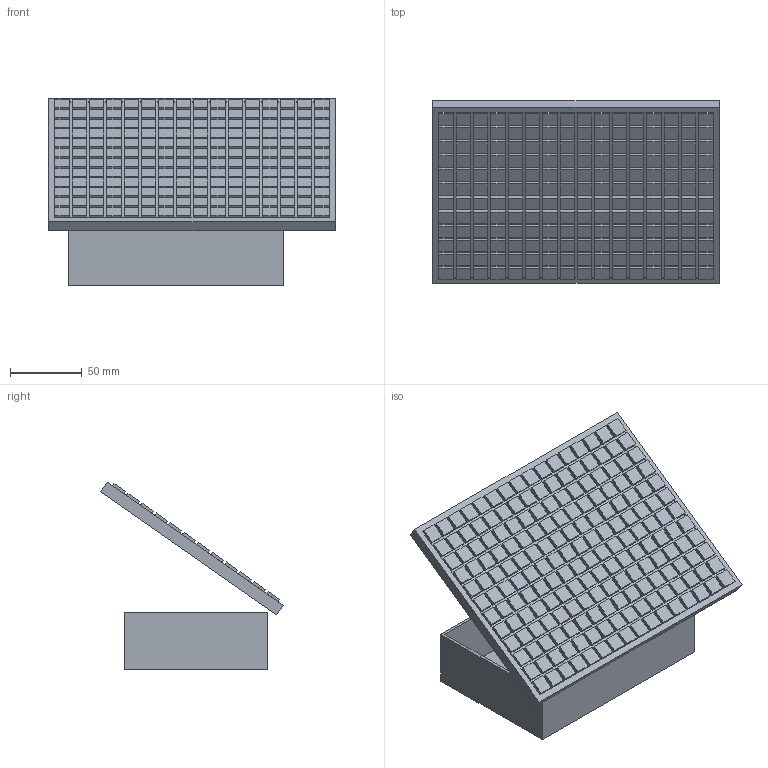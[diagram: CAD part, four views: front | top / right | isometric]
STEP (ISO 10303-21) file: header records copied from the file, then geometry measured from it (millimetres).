
FILE_DESCRIPTION(/* description */ ('KiCad electronic assembly','CAx-IF Rec.Pracs.---Representation and Presentation of Product Manufacturing Information (PMI)---4.0---2014-10-13'),/* implementation_level */ '2;1');
FILE_NAME(/* name */ 'Unplugged v2.step',/* time_stamp */ '2025-03-08T14:24:46+05:30',/* author */ (''),/* organization */ (''),/* preprocessor_version */ 'ST-DEVELOPER v20',/* originating_system */ 'Autodesk Translation Framework v13.20.0.188',/* authorisation */ '');
FILE_SCHEMA (('AP242_MANAGED_MODEL_BASED_3D_ENGINEERING_MIM_LF { 1 0 10303 442 1 1 4 }'));
Length unit declared in the file: millimetre
Products named in the file (16): Unplugged 1; Bosch_LGA-8_2.5x2.5mm_P0.65mm_ClockwisePinNumbering; Bosch_LGA_8_25x25mm_P065mm_ClockwisePinNumbering; SOT-23W; SOT_23W; SOT-23-6; SOT_23_6; SOIC-8_3.9x4.9mm_P1.27mm; SOIC_8_39x49mm_P127mm; Vishay_MINICAST-3Pin; Vishay_MINICAST-3pin_1; Aosong_DHT11_5.5x12.0_P2.54mm; Aosong_DHT11_5.5x12.0_P2.54mm_1; _autosave-Unplugged_PCB; Casing; solar project
Assembly tree (15 placements, depth 3):
  Unplugged 1
    Bosch_LGA-8_2.5x2.5mm_P0.65mm_ClockwisePinNumbering
      Bosch_LGA_8_25x25mm_P065mm_ClockwisePinNumbering
    SOT-23W
      SOT_23W
    SOT-23-6
      SOT_23_6
    SOIC-8_3.9x4.9mm_P1.27mm
      SOIC_8_39x49mm_P127mm
    Vishay_MINICAST-3Pin
      Vishay_MINICAST-3pin_1
    Aosong_DHT11_5.5x12.0_P2.54mm
      Aosong_DHT11_5.5x12.0_P2.54mm_1
    _autosave-Unplugged_PCB
    Casing
    solar project
Bounding box: 200 x 127.46 x 130.82 mm (x, y, z)
Volume: 349651.2 mm3; surface area: 163204.9 mm2
Topology: 9 solids, 9 shells, 1849 faces, 4671 edges, 2974 vertices
Faces by surface type: plane 1712, cylinder 136, sphere 1
Full cylindrical faces by diameter (mm): 0.2 x1, 0.6 x1, 0.8 x5, 0.9 x3, 1 x15, 1.3 x3, 2.2 x4
Entity records: 55571 total; most frequent: CARTESIAN_POINT 9525, ORIENTED_EDGE 9342, DIRECTION 8721, EDGE_CURVE 4671, LINE 4381, VECTOR 4381, VERTEX_POINT 2974, AXIS2_PLACEMENT_3D 2170
